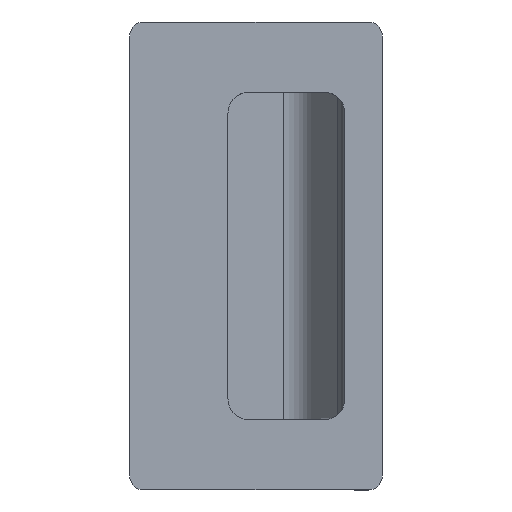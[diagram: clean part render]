
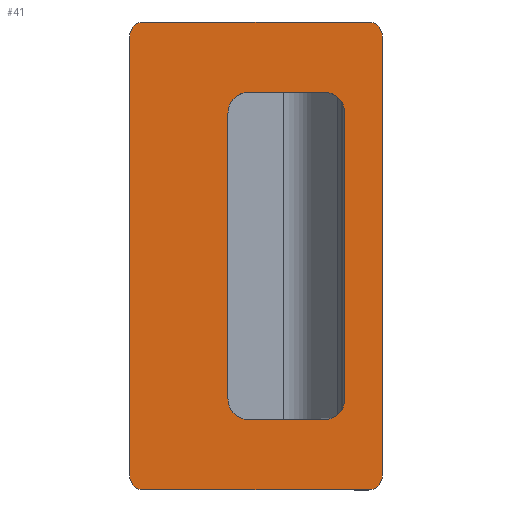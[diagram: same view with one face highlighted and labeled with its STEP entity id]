
A CAD part, top view. The second image highlights one B-rep face of the part: STEP entity #41.
In plain terms, the highlighted planar face has unit normal (0, 0, 1).
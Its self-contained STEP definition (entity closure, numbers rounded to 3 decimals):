
#41=ADVANCED_FACE('',(#253,#244),#3393,.T.);
#244=FACE_BOUND('',#459,.T.);
#253=FACE_OUTER_BOUND('',#458,.T.);
#458=EDGE_LOOP('',(#687,#688,#689,#690,#691,#692,#693,#694));
#459=EDGE_LOOP('',(#695,#696,#697,#698,#699,#700,#701,#702));
#687=ORIENTED_EDGE('',*,*,#1758,.T.);
#688=ORIENTED_EDGE('',*,*,#1768,.F.);
#689=ORIENTED_EDGE('',*,*,#1746,.T.);
#690=ORIENTED_EDGE('',*,*,#1770,.F.);
#691=ORIENTED_EDGE('',*,*,#1752,.T.);
#692=ORIENTED_EDGE('',*,*,#1772,.F.);
#693=ORIENTED_EDGE('',*,*,#1754,.T.);
#694=ORIENTED_EDGE('',*,*,#1782,.F.);
#695=ORIENTED_EDGE('',*,*,#1798,.T.);
#696=ORIENTED_EDGE('',*,*,#1797,.T.);
#697=ORIENTED_EDGE('',*,*,#1796,.T.);
#698=ORIENTED_EDGE('',*,*,#1795,.T.);
#699=ORIENTED_EDGE('',*,*,#1794,.T.);
#700=ORIENTED_EDGE('',*,*,#1793,.T.);
#701=ORIENTED_EDGE('',*,*,#1792,.T.);
#702=ORIENTED_EDGE('',*,*,#1791,.T.);
#1746=EDGE_CURVE('',#2917,#2918,#2601,.T.);
#1752=EDGE_CURVE('',#2921,#2922,#2607,.T.);
#1754=EDGE_CURVE('',#2924,#2929,#2609,.T.);
#1758=EDGE_CURVE('',#2930,#2926,#2613,.T.);
#1768=EDGE_CURVE('',#2917,#2926,#2438,.T.);
#1770=EDGE_CURVE('',#2921,#2918,#2440,.T.);
#1772=EDGE_CURVE('',#2924,#2922,#2441,.T.);
#1782=EDGE_CURVE('',#2930,#2929,#2445,.T.);
#1791=EDGE_CURVE('',#2939,#2940,#2450,.T.);
#1792=EDGE_CURVE('',#2941,#2939,#2634,.T.);
#1793=EDGE_CURVE('',#2942,#2941,#2451,.T.);
#1794=EDGE_CURVE('',#2943,#2942,#2635,.T.);
#1795=EDGE_CURVE('',#2944,#2943,#2452,.T.);
#1796=EDGE_CURVE('',#2945,#2944,#2636,.T.);
#1797=EDGE_CURVE('',#2946,#2945,#2453,.T.);
#1798=EDGE_CURVE('',#2940,#2946,#2637,.T.);
#2438=TRIMMED_CURVE($,#2518,(#4246),(#4247),.T.,.CARTESIAN.);
#2440=TRIMMED_CURVE($,#2520,(#4252),(#4253),.T.,.CARTESIAN.);
#2441=TRIMMED_CURVE($,#2521,(#4257),(#4258),.T.,.CARTESIAN.);
#2445=TRIMMED_CURVE($,#2525,(#4281),(#4282),.T.,.CARTESIAN.);
#2450=TRIMMED_CURVE($,#2530,(#4304),(#4305),.T.,.CARTESIAN.);
#2451=TRIMMED_CURVE($,#2531,(#4309),(#4310),.T.,.CARTESIAN.);
#2452=TRIMMED_CURVE($,#2532,(#4314),(#4315),.T.,.CARTESIAN.);
#2453=TRIMMED_CURVE($,#2533,(#4319),(#4320),.T.,.CARTESIAN.);
#2518=CIRCLE('',#3548,3.);
#2520=CIRCLE('',#3550,3.);
#2521=CIRCLE('',#3551,3.);
#2525=CIRCLE('',#3555,3.);
#2530=CIRCLE('',#3560,4.5);
#2531=CIRCLE('',#3561,4.5);
#2532=CIRCLE('',#3562,4.5);
#2533=CIRCLE('',#3563,4.5);
#2601=B_SPLINE_CURVE_WITH_KNOTS('',1,(#4201,#4202),.UNSPECIFIED.,.F.,.F.,
(2,2),(-551.85,-457.85),.UNSPECIFIED.);
#2607=B_SPLINE_CURVE_WITH_KNOTS('',1,(#4213,#4214),.UNSPECIFIED.,.F.,.F.,
(2,2),(-452.708,-404.708),.UNSPECIFIED.);
#2609=B_SPLINE_CURVE_WITH_KNOTS('',1,(#4217,#4218),.UNSPECIFIED.,.F.,.F.,
(2,2),(-399.566,-305.566),.UNSPECIFIED.);
#2613=B_SPLINE_CURVE_WITH_KNOTS('',1,(#4225,#4226),.UNSPECIFIED.,.F.,.F.,
(2,2),(-300.425,-252.425),.UNSPECIFIED.);
#2634=B_SPLINE_CURVE_WITH_KNOTS('',1,(#4306,#4307),.UNSPECIFIED.,.F.,.F.,
(2,2),(-111.637,-95.637),.UNSPECIFIED.);
#2635=B_SPLINE_CURVE_WITH_KNOTS('',1,(#4311,#4312),.UNSPECIFIED.,.F.,.F.,
(2,2),(19.5,80.5),.UNSPECIFIED.);
#2636=B_SPLINE_CURVE_WITH_KNOTS('',1,(#4316,#4317),.UNSPECIFIED.,.F.,.F.,
(2,2),(23.5,39.5),.UNSPECIFIED.);
#2637=B_SPLINE_CURVE_WITH_KNOTS('',1,(#4321,#4322),.UNSPECIFIED.,.F.,.F.,
(2,2),(-80.5,-19.5),.UNSPECIFIED.);
#2917=VERTEX_POINT('',#4165);
#2918=VERTEX_POINT('',#4166);
#2921=VERTEX_POINT('',#4169);
#2922=VERTEX_POINT('',#4170);
#2924=VERTEX_POINT('',#4172);
#2926=VERTEX_POINT('',#4174);
#2929=VERTEX_POINT('',#4177);
#2930=VERTEX_POINT('',#4178);
#2939=VERTEX_POINT('',#4187);
#2940=VERTEX_POINT('',#4188);
#2941=VERTEX_POINT('',#4189);
#2942=VERTEX_POINT('',#4190);
#2943=VERTEX_POINT('',#4191);
#2944=VERTEX_POINT('',#4192);
#2945=VERTEX_POINT('',#4193);
#2946=VERTEX_POINT('',#4194);
#3393=PLANE('',#3528);
#3528=AXIS2_PLACEMENT_3D('',#4143,#3795,$);
#3548=AXIS2_PLACEMENT_3D($,#4245,#3815,#3816);
#3550=AXIS2_PLACEMENT_3D($,#4251,#3819,#3820);
#3551=AXIS2_PLACEMENT_3D($,#4256,#3821,#3822);
#3555=AXIS2_PLACEMENT_3D($,#4280,#3829,#3830);
#3560=AXIS2_PLACEMENT_3D($,#4303,#3839,#3840);
#3561=AXIS2_PLACEMENT_3D($,#4308,#3841,#3842);
#3562=AXIS2_PLACEMENT_3D($,#4313,#3843,#3844);
#3563=AXIS2_PLACEMENT_3D($,#4318,#3845,#3846);
#3795=DIRECTION('',(0.,0.,1.));
#3815=DIRECTION('',(0.,0.,-1.));
#3816=DIRECTION('',(-1.,0.,0.));
#3819=DIRECTION('',(0.,0.,-1.));
#3820=DIRECTION('',(0.,-1.,0.));
#3821=DIRECTION('',(0.,0.,-1.));
#3822=DIRECTION('',(1.,0.,0.));
#3829=DIRECTION('',(0.,0.,-1.));
#3830=DIRECTION('',(0.,1.,0.));
#3839=DIRECTION('',(0.,0.,-1.));
#3840=DIRECTION('',(0.,-1.,0.));
#3841=DIRECTION('',(0.,0.,-1.));
#3842=DIRECTION('',(1.,0.,0.));
#3843=DIRECTION('',(0.,0.,-1.));
#3844=DIRECTION('',(0.,1.,0.));
#3845=DIRECTION('',(0.,0.,-1.));
#3846=DIRECTION('',(-1.,0.,0.));
#4143=CARTESIAN_POINT('',(71.563,100.668,0.));
#4165=CARTESIAN_POINT('',(10.813,85.168,0.));
#4166=CARTESIAN_POINT('',(10.813,-8.832,0.));
#4169=CARTESIAN_POINT('',(13.813,-11.832,0.));
#4170=CARTESIAN_POINT('',(61.813,-11.832,0.));
#4172=CARTESIAN_POINT('',(64.813,-8.832,0.));
#4174=CARTESIAN_POINT('',(13.813,88.168,0.));
#4177=CARTESIAN_POINT('',(64.813,85.168,0.));
#4178=CARTESIAN_POINT('',(61.813,88.168,0.));
#4187=CARTESIAN_POINT('',(36.313,3.168,0.));
#4188=CARTESIAN_POINT('',(31.813,7.668,0.));
#4189=CARTESIAN_POINT('',(52.313,3.168,0.));
#4190=CARTESIAN_POINT('',(56.813,7.668,0.));
#4191=CARTESIAN_POINT('',(56.813,68.668,0.));
#4192=CARTESIAN_POINT('',(52.313,73.168,0.));
#4193=CARTESIAN_POINT('',(36.313,73.168,0.));
#4194=CARTESIAN_POINT('',(31.813,68.668,0.));
#4201=CARTESIAN_POINT('',(10.813,85.168,0.));
#4202=CARTESIAN_POINT('',(10.813,-8.832,0.));
#4213=CARTESIAN_POINT('',(13.813,-11.832,0.));
#4214=CARTESIAN_POINT('',(61.813,-11.832,0.));
#4217=CARTESIAN_POINT('',(64.813,-8.832,0.));
#4218=CARTESIAN_POINT('',(64.813,85.168,0.));
#4225=CARTESIAN_POINT('',(61.813,88.168,0.));
#4226=CARTESIAN_POINT('',(13.813,88.168,0.));
#4245=CARTESIAN_POINT('',(13.813,85.168,0.));
#4246=CARTESIAN_POINT('',(10.813,85.168,0.));
#4247=CARTESIAN_POINT('',(13.813,88.168,0.));
#4251=CARTESIAN_POINT('',(13.813,-8.832,0.));
#4252=CARTESIAN_POINT('',(13.813,-11.832,0.));
#4253=CARTESIAN_POINT('',(10.813,-8.832,0.));
#4256=CARTESIAN_POINT('',(61.813,-8.832,0.));
#4257=CARTESIAN_POINT('',(64.813,-8.832,0.));
#4258=CARTESIAN_POINT('',(61.813,-11.832,0.));
#4280=CARTESIAN_POINT('',(61.813,85.168,0.));
#4281=CARTESIAN_POINT('',(61.813,88.168,0.));
#4282=CARTESIAN_POINT('',(64.813,85.168,0.));
#4303=CARTESIAN_POINT('',(36.313,7.668,0.));
#4304=CARTESIAN_POINT('',(36.313,3.168,0.));
#4305=CARTESIAN_POINT('',(31.813,7.668,0.));
#4306=CARTESIAN_POINT('',(52.313,3.168,0.));
#4307=CARTESIAN_POINT('',(36.313,3.168,0.));
#4308=CARTESIAN_POINT('',(52.313,7.668,0.));
#4309=CARTESIAN_POINT('',(56.813,7.668,0.));
#4310=CARTESIAN_POINT('',(52.313,3.168,0.));
#4311=CARTESIAN_POINT('',(56.813,68.668,0.));
#4312=CARTESIAN_POINT('',(56.813,7.668,0.));
#4313=CARTESIAN_POINT('',(52.313,68.668,0.));
#4314=CARTESIAN_POINT('',(52.313,73.168,0.));
#4315=CARTESIAN_POINT('',(56.813,68.668,0.));
#4316=CARTESIAN_POINT('',(36.313,73.168,0.));
#4317=CARTESIAN_POINT('',(52.313,73.168,0.));
#4318=CARTESIAN_POINT('',(36.313,68.668,0.));
#4319=CARTESIAN_POINT('',(31.813,68.668,0.));
#4320=CARTESIAN_POINT('',(36.313,73.168,0.));
#4321=CARTESIAN_POINT('',(31.813,7.668,0.));
#4322=CARTESIAN_POINT('',(31.813,68.668,0.));
